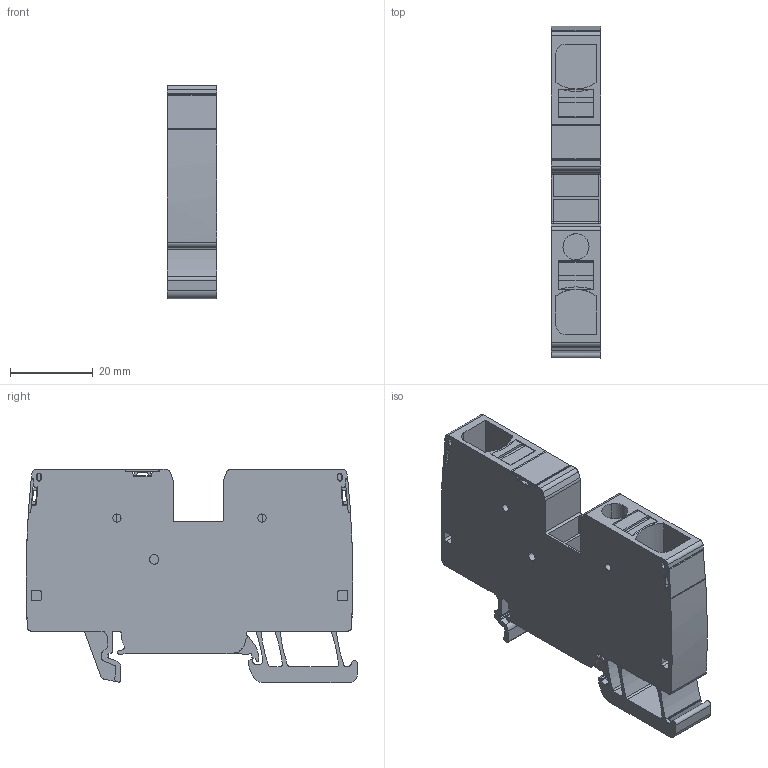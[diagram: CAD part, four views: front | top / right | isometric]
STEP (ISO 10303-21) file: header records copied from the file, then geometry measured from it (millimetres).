
FILE_DESCRIPTION(('CATIA V5 STEP Exchange','CAx-IF Rec.Pracs.--- Model Styling and Organization---1.4--- 2014-01-23'),'2;1');
FILE_NAME ('1135624-1_2', '2022-12-02T06:56:49+00:00', ('none'), ('Weidmueller'), 'CATIA Version 5-6 Release 2016 SP3 HF44', 'CATIA V5 STEP AP214', 'none');
FILE_SCHEMA(('AUTOMOTIVE_DESIGN { 1 0 10303 214 1 1 1 1 }'));
Length unit declared in the file: millimetre
Products named in the file (1): 2675010000_A2C_16_DL_BL
Bounding box: 12 x 80.07 x 51.5 mm (x, y, z)
Volume: 34993.7 mm3; surface area: 16147.9 mm2
Topology: 6 solids, 6 shells, 533 faces, 1551 edges, 1050 vertices
Faces by surface type: plane 318, cylinder 201, cone 8, extrusion 6
Entity records: 17295 total; most frequent: CARTESIAN_POINT 3578, ORIENTED_EDGE 3102, DIRECTION 2311, EDGE_CURVE 1551, VECTOR 1115, LINE 1109, VERTEX_POINT 1050, AXIS2_PLACEMENT_3D 785
